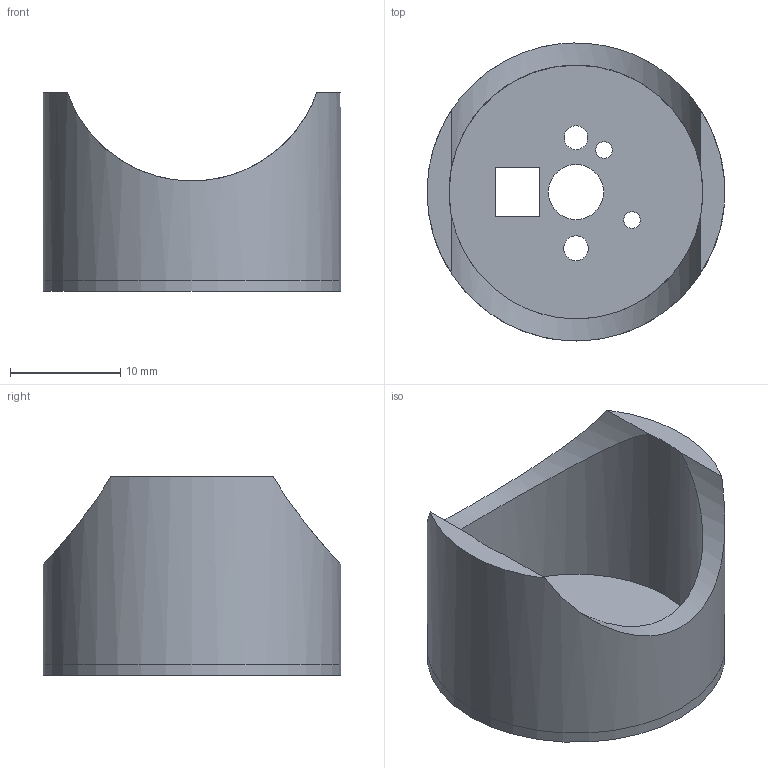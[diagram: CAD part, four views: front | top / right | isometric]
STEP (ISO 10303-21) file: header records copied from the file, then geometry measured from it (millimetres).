
FILE_DESCRIPTION(('FreeCAD Model'),'2;1');
FILE_NAME('Open CASCADE Shape Model','2021-12-12T20:31:27',('Author'),( ''),'Open CASCADE STEP processor 7.4','FreeCAD','Unknown');
FILE_SCHEMA(('AUTOMOTIVE_DESIGN { 1 0 10303 214 1 1 1 1 }'));
Length unit declared in the file: millimetre
Products named in the file (1): Cover
Bounding box: 27 x 27 x 18 mm (x, y, z)
Volume: 2591 mm3; surface area: 3298.3 mm2
Topology: 1 solids, 1 shells, 18 faces, 47 edges, 31 vertices
Faces by surface type: cylinder 10, plane 8
Full cylindrical faces by diameter (mm): 1.5 x2, 2.15 x1, 2.254 x1, 5 x1, 23 x1, 27 x2
Entity records: 1834 total; most frequent: CARTESIAN_POINT 833, DIRECTION 185, ORIENTED_EDGE 94, PCURVE 94, DEFINITIONAL_REPRESENTATION 94, LINE 92, VECTOR 92, EDGE_CURVE 47
